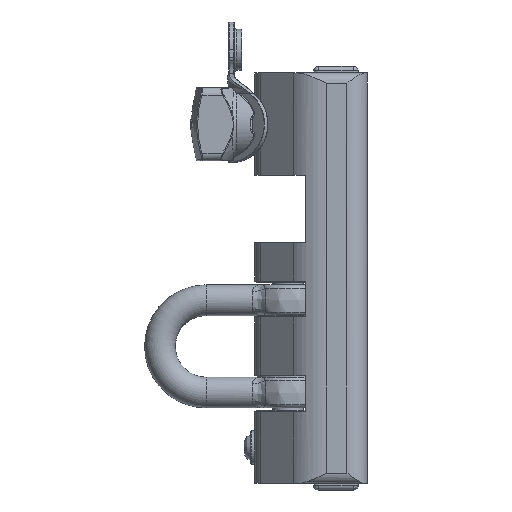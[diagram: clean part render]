
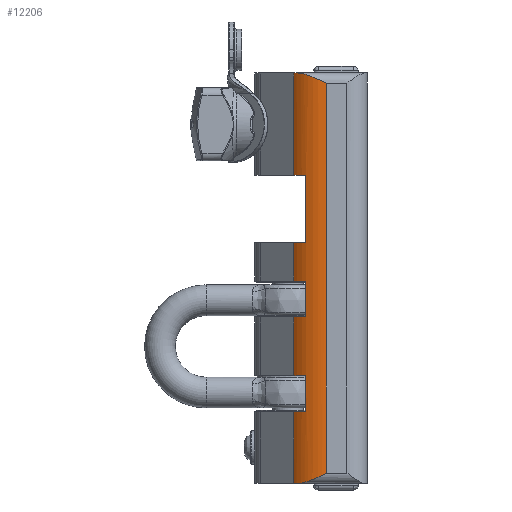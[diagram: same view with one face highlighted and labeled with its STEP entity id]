
A CAD part, left-side view. The second image highlights one B-rep face of the part: STEP entity #12206.
In plain terms, the highlighted cylindrical face has radius 18 mm (diameter 36 mm), a partial arc.
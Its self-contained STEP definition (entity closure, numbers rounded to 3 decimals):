
#815=FACE_OUTER_BOUND('',#1606,.T.);
#1606=EDGE_LOOP('',(#8503,#8504,#8505,#8506,#8507,#8508,#8509,#8510,#8511,
#8512,#8513,#8514,#8515,#8516,#8517,#8518,#8519,#8520));
#2458=B_SPLINE_CURVE_WITH_KNOTS('',3,(#21247,#21248,#21249,#21250,#21251,
#21252,#21253,#21254),.UNSPECIFIED.,.F.,.F.,(4,2,2,4),(2.7,
3.013,3.327,3.954),.UNSPECIFIED.);
#2470=B_SPLINE_CURVE_WITH_KNOTS('',3,(#21592,#21593,#21594,#21595,#21596,
#21597,#21598,#21599),.UNSPECIFIED.,.F.,.F.,(4,2,2,4),(0.,0.627,
0.94,1.254),.UNSPECIFIED.);
#2884=CIRCLE('',#13005,18.);
#2891=CIRCLE('',#13014,18.);
#2899=CIRCLE('',#13026,18.);
#2904=CIRCLE('',#13033,18.);
#2924=CIRCLE('',#13059,18.);
#2929=CIRCLE('',#13070,18.);
#2952=CIRCLE('',#13109,18.);
#2953=CIRCLE('',#13110,18.);
#3697=LINE('',#21071,#4260);
#3714=LINE('',#21156,#4277);
#3720=LINE('',#21229,#4283);
#3792=LINE('',#21553,#4355);
#3829=LINE('',#21692,#4392);
#3830=LINE('',#21703,#4393);
#3831=LINE('',#21704,#4394);
#3832=LINE('',#21706,#4395);
#4260=VECTOR('',#14574,10.);
#4277=VECTOR('',#14631,10.);
#4283=VECTOR('',#14659,10.);
#4355=VECTOR('',#14845,10.);
#4392=VECTOR('',#14924,10.);
#4393=VECTOR('',#14929,10.);
#4394=VECTOR('',#14930,10.);
#4395=VECTOR('',#14931,10.);
#4950=VERTEX_POINT('',#21056);
#4957=VERTEX_POINT('',#21069);
#4962=VERTEX_POINT('',#21105);
#4963=VERTEX_POINT('',#21107);
#4977=VERTEX_POINT('',#21139);
#4978=VERTEX_POINT('',#21141);
#4989=VERTEX_POINT('',#21213);
#4990=VERTEX_POINT('',#21215);
#4995=VERTEX_POINT('',#21227);
#5000=VERTEX_POINT('',#21239);
#5002=VERTEX_POINT('',#21245);
#5003=VERTEX_POINT('',#21246);
#5057=VERTEX_POINT('',#21404);
#5058=VERTEX_POINT('',#21406);
#5078=VERTEX_POINT('',#21491);
#5106=VERTEX_POINT('',#21552);
#5116=VERTEX_POINT('',#21591);
#5138=VERTEX_POINT('',#21705);
#6184=EDGE_CURVE('',#4950,#4957,#3697,.T.);
#6193=EDGE_CURVE('',#4963,#4962,#2884,.T.);
#6210=EDGE_CURVE('',#4978,#4977,#2891,.T.);
#6218=EDGE_CURVE('',#4978,#4962,#3714,.T.);
#6228=EDGE_CURVE('',#4990,#4989,#2899,.T.);
#6235=EDGE_CURVE('',#4989,#4995,#3720,.T.);
#6241=EDGE_CURVE('',#5000,#4995,#2904,.T.);
#6243=EDGE_CURVE('',#5002,#5003,#2458,.T.);
#6303=EDGE_CURVE('',#5058,#5057,#2924,.T.);
#6329=EDGE_CURVE('',#5002,#5078,#2929,.T.);
#6361=EDGE_CURVE('',#5078,#5106,#3792,.T.);
#6376=EDGE_CURVE('',#5116,#5058,#2470,.T.);
#6411=EDGE_CURVE('',#4990,#5057,#3829,.T.);
#6413=EDGE_CURVE('',#4957,#5106,#2952,.T.);
#6414=EDGE_CURVE('',#5116,#5003,#3830,.T.);
#6415=EDGE_CURVE('',#4963,#5000,#3831,.T.);
#6416=EDGE_CURVE('',#5138,#4977,#3832,.T.);
#6417=EDGE_CURVE('',#5138,#4950,#2953,.T.);
#8503=ORIENTED_EDGE('',*,*,#6413,.T.);
#8504=ORIENTED_EDGE('',*,*,#6361,.F.);
#8505=ORIENTED_EDGE('',*,*,#6329,.F.);
#8506=ORIENTED_EDGE('',*,*,#6243,.T.);
#8507=ORIENTED_EDGE('',*,*,#6414,.F.);
#8508=ORIENTED_EDGE('',*,*,#6376,.T.);
#8509=ORIENTED_EDGE('',*,*,#6303,.T.);
#8510=ORIENTED_EDGE('',*,*,#6411,.F.);
#8511=ORIENTED_EDGE('',*,*,#6228,.T.);
#8512=ORIENTED_EDGE('',*,*,#6235,.T.);
#8513=ORIENTED_EDGE('',*,*,#6241,.F.);
#8514=ORIENTED_EDGE('',*,*,#6415,.F.);
#8515=ORIENTED_EDGE('',*,*,#6193,.T.);
#8516=ORIENTED_EDGE('',*,*,#6218,.F.);
#8517=ORIENTED_EDGE('',*,*,#6210,.T.);
#8518=ORIENTED_EDGE('',*,*,#6416,.F.);
#8519=ORIENTED_EDGE('',*,*,#6417,.T.);
#8520=ORIENTED_EDGE('',*,*,#6184,.T.);
#11940=CYLINDRICAL_SURFACE('',#13108,18.);
#12206=ADVANCED_FACE('',(#815),#11940,.T.);
#13005=AXIS2_PLACEMENT_3D('',#21108,#14589,#14590);
#13014=AXIS2_PLACEMENT_3D('',#21142,#14617,#14618);
#13026=AXIS2_PLACEMENT_3D('',#21216,#14647,#14648);
#13033=AXIS2_PLACEMENT_3D('',#21241,#14669,#14670);
#13059=AXIS2_PLACEMENT_3D('',#21407,#14757,#14758);
#13070=AXIS2_PLACEMENT_3D('',#21492,#14795,#14796);
#13108=AXIS2_PLACEMENT_3D('',#21701,#14925,#14926);
#13109=AXIS2_PLACEMENT_3D('',#21702,#14927,#14928);
#13110=AXIS2_PLACEMENT_3D('',#21707,#14932,#14933);
#14574=DIRECTION('',(0.,0.,-1.));
#14589=DIRECTION('center_axis',(0.,0.,
1.));
#14590=DIRECTION('ref_axis',(-1.,0.,0.));
#14617=DIRECTION('center_axis',(0.,0.,
-1.));
#14618=DIRECTION('ref_axis',(-1.,0.,0.));
#14631=DIRECTION('',(0.,0.,1.));
#14647=DIRECTION('center_axis',(0.,0.,
1.));
#14648=DIRECTION('ref_axis',(-1.,0.,0.));
#14659=DIRECTION('',(0.,0.,-1.));
#14669=DIRECTION('center_axis',(0.,0.,
1.));
#14670=DIRECTION('ref_axis',(-1.,0.,0.));
#14757=DIRECTION('center_axis',(0.,0.,
-1.));
#14758=DIRECTION('ref_axis',(-1.,0.,0.));
#14795=DIRECTION('center_axis',(0.,0.,
-1.));
#14796=DIRECTION('ref_axis',(-1.,0.,0.));
#14845=DIRECTION('',(0.,0.,1.));
#14924=DIRECTION('',(0.,0.,1.));
#14925=DIRECTION('center_axis',(0.,0.,
-1.));
#14926=DIRECTION('ref_axis',(-1.,0.,0.));
#14927=DIRECTION('center_axis',(0.,0.,
-1.));
#14928=DIRECTION('ref_axis',(-1.,0.,0.));
#14929=DIRECTION('',(0.,0.,-1.));
#14930=DIRECTION('',(0.,0.,1.));
#14931=DIRECTION('',(0.,0.,1.));
#14932=DIRECTION('center_axis',(0.,0.,
1.));
#14933=DIRECTION('ref_axis',(-1.,0.,0.));
#21056=CARTESIAN_POINT('',(-28.146,11.85,-38.1));
#21069=CARTESIAN_POINT('',(-28.146,11.85,-52.1));
#21071=CARTESIAN_POINT('',(-28.146,11.85,0.));
#21105=CARTESIAN_POINT('',(-28.146,11.85,-1.1));
#21107=CARTESIAN_POINT('',(-24.728,16.622,-1.1));
#21108=CARTESIAN_POINT('Origin',(-12.,3.894,-1.1));
#21139=CARTESIAN_POINT('',(-24.728,16.622,-15.1));
#21141=CARTESIAN_POINT('',(-28.146,11.85,-15.1));
#21142=CARTESIAN_POINT('Origin',(-12.,3.894,-15.1));
#21156=CARTESIAN_POINT('',(-28.146,11.85,0.));
#21213=CARTESIAN_POINT('',(-28.146,11.85,40.1));
#21215=CARTESIAN_POINT('',(-24.728,16.622,40.1));
#21216=CARTESIAN_POINT('Origin',(-12.,3.894,40.1));
#21227=CARTESIAN_POINT('',(-28.146,11.85,13.9));
#21229=CARTESIAN_POINT('',(-28.146,11.85,0.));
#21239=CARTESIAN_POINT('',(-24.728,16.622,13.9));
#21241=CARTESIAN_POINT('Origin',(-12.,3.894,13.9));
#21245=CARTESIAN_POINT('',(-26.,15.208,-80.1));
#21246=CARTESIAN_POINT('',(-30.,3.894,-76.1));
#21247=CARTESIAN_POINT('Ctrl Pts',(-26.,15.208,-80.1));
#21248=CARTESIAN_POINT('Ctrl Pts',(-26.657,14.395,-80.1));
#21249=CARTESIAN_POINT('Ctrl Pts',(-27.242,13.526,-79.944));
#21250=CARTESIAN_POINT('Ctrl Pts',(-28.251,11.703,-79.454));
#21251=CARTESIAN_POINT('Ctrl Pts',(-28.676,10.749,-79.117));
#21252=CARTESIAN_POINT('Ctrl Pts',(-29.687,7.823,-77.959));
#21253=CARTESIAN_POINT('Ctrl Pts',(-30.,5.784,-76.991));
#21254=CARTESIAN_POINT('Ctrl Pts',(-30.,3.894,-76.1));
#21404=CARTESIAN_POINT('',(-24.728,16.622,80.1));
#21406=CARTESIAN_POINT('',(-26.,15.208,80.1));
#21407=CARTESIAN_POINT('Origin',(-12.,3.894,80.1));
#21491=CARTESIAN_POINT('',(-24.728,16.622,-80.1));
#21492=CARTESIAN_POINT('Origin',(-12.,3.894,-80.1));
#21552=CARTESIAN_POINT('',(-24.728,16.622,-52.1));
#21553=CARTESIAN_POINT('',(-24.728,16.622,0.));
#21591=CARTESIAN_POINT('',(-30.,3.894,76.1));
#21592=CARTESIAN_POINT('Ctrl Pts',(-30.,3.894,76.1));
#21593=CARTESIAN_POINT('Ctrl Pts',(-30.,5.784,76.991));
#21594=CARTESIAN_POINT('Ctrl Pts',(-29.687,7.823,77.959));
#21595=CARTESIAN_POINT('Ctrl Pts',(-28.676,10.749,79.117));
#21596=CARTESIAN_POINT('Ctrl Pts',(-28.251,11.703,79.454));
#21597=CARTESIAN_POINT('Ctrl Pts',(-27.242,13.526,79.944));
#21598=CARTESIAN_POINT('Ctrl Pts',(-26.657,14.395,80.1));
#21599=CARTESIAN_POINT('Ctrl Pts',(-26.,15.208,80.1));
#21692=CARTESIAN_POINT('',(-24.728,16.622,0.));
#21701=CARTESIAN_POINT('Origin',(-12.,3.894,0.));
#21702=CARTESIAN_POINT('Origin',(-12.,3.894,-52.1));
#21703=CARTESIAN_POINT('',(-30.,3.894,0.));
#21704=CARTESIAN_POINT('',(-24.728,16.622,0.));
#21705=CARTESIAN_POINT('',(-24.728,16.622,-38.1));
#21706=CARTESIAN_POINT('',(-24.728,16.622,0.));
#21707=CARTESIAN_POINT('Origin',(-12.,3.894,-38.1));
